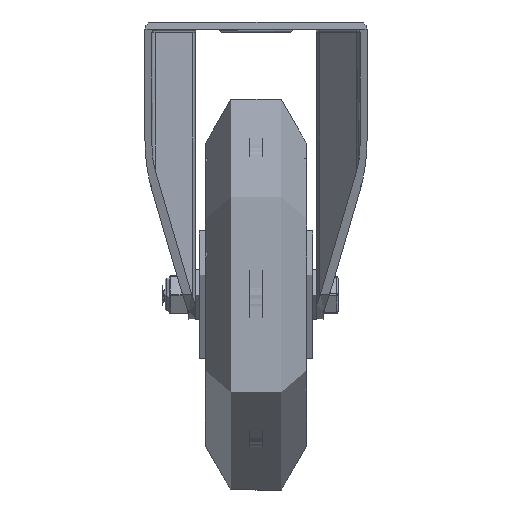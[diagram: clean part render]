
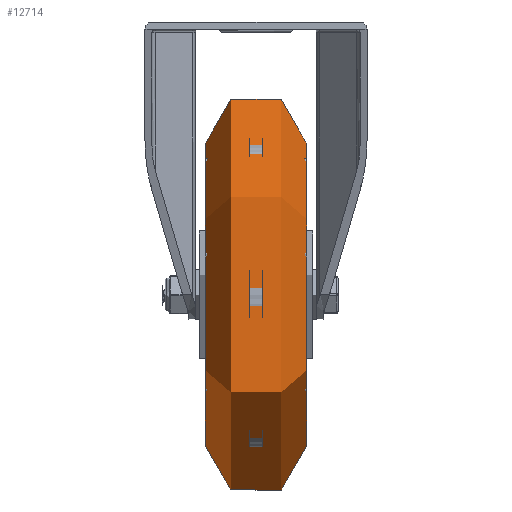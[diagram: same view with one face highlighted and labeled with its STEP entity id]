
A CAD part, left-side view. The second image highlights one B-rep face of the part: STEP entity #12714.
In plain terms, the highlighted toroidal (fillet/blend) face has major radius 75 mm and minor radius 25 mm.
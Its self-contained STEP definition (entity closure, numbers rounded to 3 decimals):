
#1006=TOROIDAL_SURFACE('',#13798,75.,25.);
#1705=FACE_OUTER_BOUND('',#2489,.T.);
#2489=EDGE_LOOP('',(#9357,#9358,#9359,#9360));
#5084=CIRCLE('',#13799,75.);
#5085=CIRCLE('',#13800,25.);
#5086=CIRCLE('',#13801,75.);
#5706=VERTEX_POINT('',#18955);
#5707=VERTEX_POINT('',#18957);
#7089=EDGE_CURVE('',#5706,#5706,#5084,.T.);
#7090=EDGE_CURVE('',#5706,#5707,#5085,.T.);
#7091=EDGE_CURVE('',#5707,#5707,#5086,.T.);
#9357=ORIENTED_EDGE('',*,*,#7089,.T.);
#9358=ORIENTED_EDGE('',*,*,#7090,.T.);
#9359=ORIENTED_EDGE('',*,*,#7091,.T.);
#9360=ORIENTED_EDGE('',*,*,#7090,.F.);
#12714=ADVANCED_FACE('',(#1705),#1006,.T.);
#13798=AXIS2_PLACEMENT_3D('',#18954,#15467,#15468);
#13799=AXIS2_PLACEMENT_3D('',#18956,#15469,#15470);
#13800=AXIS2_PLACEMENT_3D('',#18958,#15471,#15472);
#13801=AXIS2_PLACEMENT_3D('',#18959,#15473,#15474);
#15467=DIRECTION('center_axis',(0.,1.,0.));
#15468=DIRECTION('ref_axis',(0.,0.,
-1.));
#15469=DIRECTION('center_axis',(0.,-1.,0.));
#15470=DIRECTION('ref_axis',(0.,0.,
-1.));
#15471=DIRECTION('center_axis',(1.,0.,0.));
#15472=DIRECTION('ref_axis',(0.,0.,
1.));
#15473=DIRECTION('center_axis',(0.,1.,0.));
#15474=DIRECTION('ref_axis',(0.,0.,
-1.));
#18954=CARTESIAN_POINT('Origin',(0.,0.,
0.));
#18955=CARTESIAN_POINT('',(0.,25.,75.));
#18956=CARTESIAN_POINT('Origin',(0.,25.,0.));
#18957=CARTESIAN_POINT('',(0.,-25.,75.));
#18958=CARTESIAN_POINT('Origin',(0.,0.,
75.));
#18959=CARTESIAN_POINT('Origin',(0.,-25.,0.));
